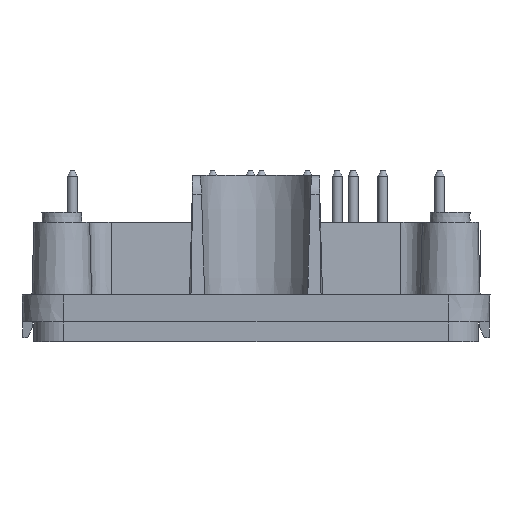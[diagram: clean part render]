
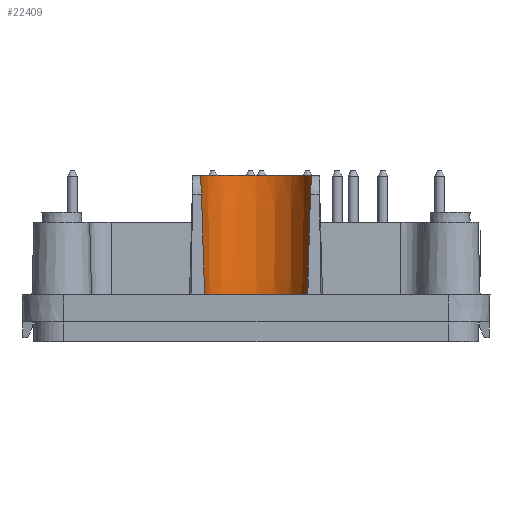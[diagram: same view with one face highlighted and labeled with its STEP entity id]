
A CAD part, left-side view. The second image highlights one B-rep face of the part: STEP entity #22409.
In plain terms, the highlighted conical face has half-angle 1 degrees and reference radius 5.538 mm.
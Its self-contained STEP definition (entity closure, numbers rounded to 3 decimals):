
#197=B_SPLINE_CURVE_WITH_KNOTS('',3,(#30010,#30011,#30012,#30013,#30014),
 .UNSPECIFIED.,.F.,.F.,(4,1,4),(0.,0.002,0.003),
 .UNSPECIFIED.);
#198=B_SPLINE_CURVE_WITH_KNOTS('',3,(#30022,#30023,#30024,#30025,#30026),
 .UNSPECIFIED.,.F.,.F.,(4,1,4),(0.,0.002,
0.003),.UNSPECIFIED.);
#702=CONICAL_SURFACE('',#23518,5.538,0.017);
#907=CIRCLE('',#23508,5.375);
#909=CIRCLE('',#23514,5.585);
#910=CIRCLE('',#23519,5.346);
#1654=ELLIPSE('',#23511,126.261,6.231);
#1655=ELLIPSE('',#23517,126.261,6.231);
#2065=ORIENTED_EDGE('',*,*,#6896,.T.);
#2066=ORIENTED_EDGE('',*,*,#6895,.T.);
#2067=ORIENTED_EDGE('',*,*,#6893,.T.);
#2068=ORIENTED_EDGE('',*,*,#6891,.T.);
#2069=ORIENTED_EDGE('',*,*,#6889,.T.);
#2070=ORIENTED_EDGE('',*,*,#6887,.T.);
#2071=ORIENTED_EDGE('',*,*,#6883,.T.);
#6883=EDGE_CURVE('',#9305,#9304,#907,.T.);
#6887=EDGE_CURVE('',#9307,#9305,#1654,.F.);
#6889=EDGE_CURVE('',#9308,#9307,#197,.T.);
#6891=EDGE_CURVE('',#9309,#9308,#909,.F.);
#6893=EDGE_CURVE('',#9310,#9309,#198,.T.);
#6895=EDGE_CURVE('',#9304,#9310,#1655,.F.);
#6896=EDGE_CURVE('',#9311,#9311,#910,.F.);
#9304=VERTEX_POINT('',#29998);
#9305=VERTEX_POINT('',#30000);
#9307=VERTEX_POINT('',#30007);
#9308=VERTEX_POINT('',#30015);
#9309=VERTEX_POINT('',#30019);
#9310=VERTEX_POINT('',#30027);
#9311=VERTEX_POINT('',#30033);
#13499=EDGE_LOOP('',(#2065));
#13500=EDGE_LOOP('',(#2066,#2067,#2068,#2069,#2070,#2071));
#14793=FACE_BOUND('',#13499,.T.);
#14794=FACE_BOUND('',#13500,.T.);
#22409=ADVANCED_FACE('',(#14793,#14794),#702,.F.);
#23508=AXIS2_PLACEMENT_3D('',#29999,#25401,#25402);
#23511=AXIS2_PLACEMENT_3D('',#30006,#25409,#25410);
#23514=AXIS2_PLACEMENT_3D('',#30018,#25417,#25418);
#23517=AXIS2_PLACEMENT_3D('',#30030,#25425,#25426);
#23518=AXIS2_PLACEMENT_3D('',#30031,#25427,#25428);
#23519=AXIS2_PLACEMENT_3D('',#30032,#25429,#25430);
#25401=DIRECTION('',(0.,0.,1.));
#25402=DIRECTION('',(-1.,0.,0.));
#25409=DIRECTION('',(0.999,0.,-0.052));
#25410=DIRECTION('',(0.052,0.,0.999));
#25417=DIRECTION('',(0.,0.,-1.));
#25418=DIRECTION('',(1.,0.,0.));
#25425=DIRECTION('',(0.999,0.,-0.052));
#25426=DIRECTION('',(0.052,0.,0.999));
#25427=DIRECTION('',(0.,0.,1.));
#25428=DIRECTION('',(-1.,0.,0.));
#25429=DIRECTION('',(0.,0.,1.));
#25430=DIRECTION('',(-1.,0.,0.));
#29998=CARTESIAN_POINT('',(-48.,-5.162,1.4));
#29999=CARTESIAN_POINT('',(-46.5,0.,1.4));
#30000=CARTESIAN_POINT('',(-48.,5.162,1.4));
#30006=CARTESIAN_POINT('',(-44.299,0.,72.017));
#30007=CARTESIAN_POINT('',(-47.47,5.466,11.505));
#30010=CARTESIAN_POINT('',(-45.473,5.49,13.4));
#30011=CARTESIAN_POINT('',(-45.977,5.584,13.4));
#30012=CARTESIAN_POINT('',(-46.987,5.597,12.996));
#30013=CARTESIAN_POINT('',(-47.444,5.48,12.016));
#30014=CARTESIAN_POINT('',(-47.47,5.466,11.505));
#30015=CARTESIAN_POINT('',(-45.473,5.49,13.4));
#30018=CARTESIAN_POINT('',(-46.5,0.,13.4));
#30019=CARTESIAN_POINT('',(-45.473,-5.49,13.4));
#30022=CARTESIAN_POINT('',(-47.47,-5.466,11.505));
#30023=CARTESIAN_POINT('',(-47.444,-5.48,12.016));
#30024=CARTESIAN_POINT('',(-46.988,-5.597,12.995));
#30025=CARTESIAN_POINT('',(-45.977,-5.584,13.4));
#30026=CARTESIAN_POINT('',(-45.473,-5.49,13.4));
#30027=CARTESIAN_POINT('',(-47.47,-5.466,11.505));
#30030=CARTESIAN_POINT('',(-44.299,0.,72.017));
#30031=CARTESIAN_POINT('',(-46.5,0.,10.697));
#30032=CARTESIAN_POINT('',(-46.5,0.,-0.3));
#30033=CARTESIAN_POINT('',(-51.846,0.,-0.3));
